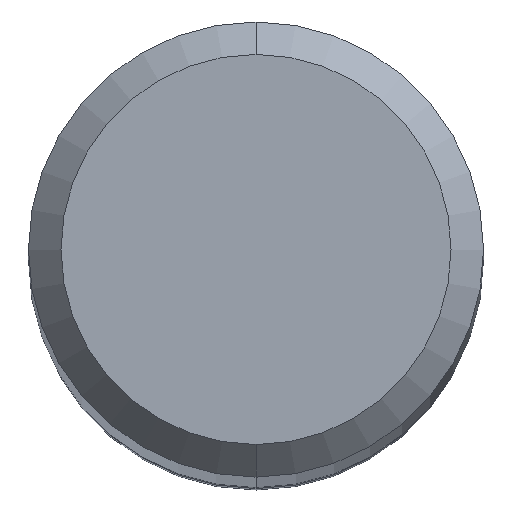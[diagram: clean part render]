
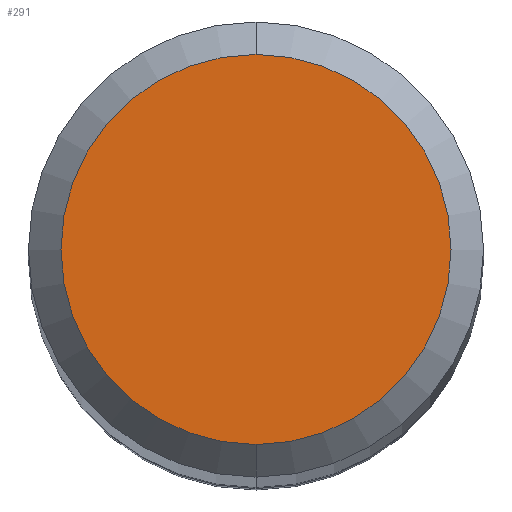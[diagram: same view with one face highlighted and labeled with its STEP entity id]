
A CAD part, top view. The second image highlights one B-rep face of the part: STEP entity #291.
In plain terms, the highlighted planar face has unit normal (0, 0, 1).
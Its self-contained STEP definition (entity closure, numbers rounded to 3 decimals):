
#139=VERTEX_POINT('',#370);
#201=EDGE_CURVE('',#271,#139,#442,.T.);
#271=VERTEX_POINT('',#523);
#279=EDGE_CURVE('',#139,#271,#531,.T.);
#291=ADVANCED_FACE('',(#543),#544,.T.);
#370=CARTESIAN_POINT('',(0.,-1.8,0.0));
#442=CIRCLE('',#711,1.8);
#523=CARTESIAN_POINT('',(0.0,1.8,0.0));
#531=CIRCLE('',#828,1.8);
#543=FACE_OUTER_BOUND('',#843,.T.);
#544=PLANE('',#844);
#711=AXIS2_PLACEMENT_3D('',#1034,#1035,#1036);
#828=AXIS2_PLACEMENT_3D('',#1154,#1155,#1156);
#843=EDGE_LOOP('',(#1162,#1163));
#844=AXIS2_PLACEMENT_3D('',#1164,#1165,#1166);
#1034=CARTESIAN_POINT('',(0.0,0.0,0.0));
#1035=DIRECTION('',(0.0,0.0,-1.0));
#1036=DIRECTION('',(0.0,1.0,0.0));
#1154=CARTESIAN_POINT('',(0.0,0.0,0.0));
#1155=DIRECTION('',(0.0,0.0,-1.0));
#1156=DIRECTION('',(0.0,1.0,0.0));
#1162=ORIENTED_EDGE('',*,*,#201,.F.);
#1163=ORIENTED_EDGE('',*,*,#279,.F.);
#1164=CARTESIAN_POINT('',(0.0,0.9,0.0));
#1165=DIRECTION('',(-0.0,0.0,1.0));
#1166=DIRECTION('',(0.0,-1.0,0.0));
